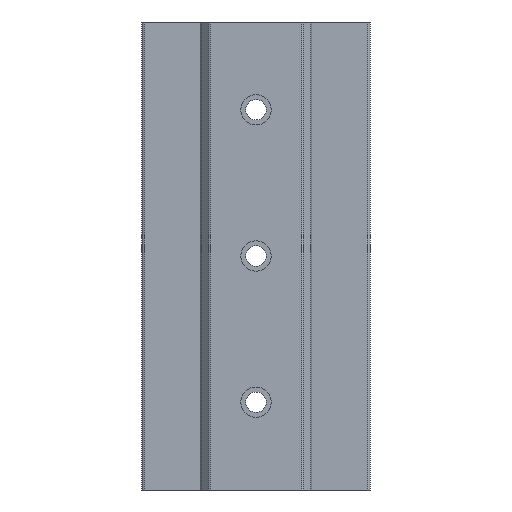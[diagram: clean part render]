
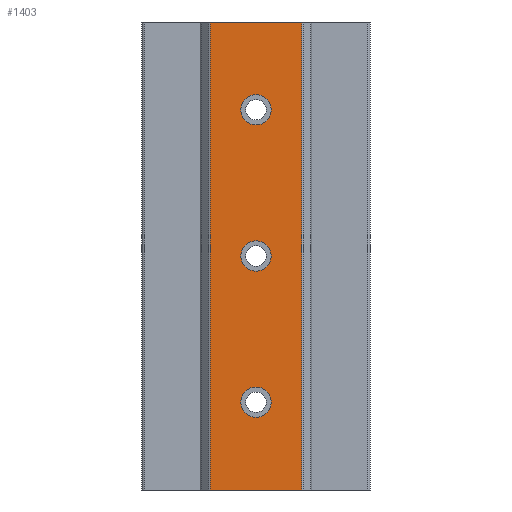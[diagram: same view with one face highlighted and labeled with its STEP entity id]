
A CAD part, front view. The second image highlights one B-rep face of the part: STEP entity #1403.
In plain terms, the highlighted planar face has unit normal (0, -1, 0).
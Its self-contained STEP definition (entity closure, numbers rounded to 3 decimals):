
#4 = EDGE_LOOP ( 'NONE', ( #444, #1419 ) ) ;
#38 = DIRECTION ( 'NONE',  ( 0., 1., 0. ) ) ;
#78 = VECTOR ( 'NONE', #334, 1000. ) ;
#85 = EDGE_CURVE ( 'NONE', #1678, #1519, #1383, .T. ) ;
#141 = CARTESIAN_POINT ( 'NONE',  ( 139.088, 77.367, 80. ) ) ;
#144 = EDGE_CURVE ( 'NONE', #809, #921, #633, .T. ) ;
#146 = DIRECTION ( 'NONE',  ( 0., 0., 1. ) ) ;
#150 = FACE_BOUND ( 'NONE', #990, .T. ) ;
#184 = ORIENTED_EDGE ( 'NONE', *, *, #85, .T. ) ;
#189 = EDGE_CURVE ( 'NONE', #1715, #320, #1477, .T. ) ;
#196 = FACE_BOUND ( 'NONE', #874, .T. ) ;
#290 = DIRECTION ( 'NONE',  ( 0., 1., 0. ) ) ;
#304 = CARTESIAN_POINT ( 'NONE',  ( 146.881, 77.367, 67.6 ) ) ;
#305 = CIRCLE ( 'NONE', #953, 2.6 ) ;
#309 = CIRCLE ( 'NONE', #1058, 2.6 ) ;
#320 = VERTEX_POINT ( 'NONE', #518 ) ;
#321 = CARTESIAN_POINT ( 'NONE',  ( 154.674, 77.367, 80. ) ) ;
#334 = DIRECTION ( 'NONE',  ( -1., 0., 0. ) ) ;
#344 = CARTESIAN_POINT ( 'NONE',  ( 146.881, 77.367, 12.4 ) ) ;
#359 = AXIS2_PLACEMENT_3D ( 'NONE', #1021, #38, #744 ) ;
#365 = CARTESIAN_POINT ( 'NONE',  ( 154.674, 77.367, 0. ) ) ;
#403 = CARTESIAN_POINT ( 'NONE',  ( 146.881, 77.367, 40. ) ) ;
#420 = AXIS2_PLACEMENT_3D ( 'NONE', #1191, #1065, #1718 ) ;
#434 = CARTESIAN_POINT ( 'NONE',  ( 146.881, 77.367, 65. ) ) ;
#435 = LINE ( 'NONE', #141, #1199 ) ;
#436 = CARTESIAN_POINT ( 'NONE',  ( 146.881, 77.367, 17.6 ) ) ;
#438 = EDGE_CURVE ( 'NONE', #320, #1384, #1537, .T. ) ;
#444 = ORIENTED_EDGE ( 'NONE', *, *, #144, .T. ) ;
#445 = VERTEX_POINT ( 'NONE', #1575 ) ;
#467 = EDGE_LOOP ( 'NONE', ( #1368, #1614, #1501, #1206 ) ) ;
#483 = DIRECTION ( 'NONE',  ( 0., 0., 1. ) ) ;
#487 = CARTESIAN_POINT ( 'NONE',  ( 146.881, 77.367, 15. ) ) ;
#491 = DIRECTION ( 'NONE',  ( -1., 0., 0. ) ) ;
#497 = CARTESIAN_POINT ( 'NONE',  ( 154.674, 77.367, 80. ) ) ;
#501 = LINE ( 'NONE', #895, #78 ) ;
#518 = CARTESIAN_POINT ( 'NONE',  ( 154.674, 77.367, 0. ) ) ;
#629 = EDGE_CURVE ( 'NONE', #921, #809, #305, .T. ) ;
#633 = CIRCLE ( 'NONE', #359, 2.6 ) ;
#639 = AXIS2_PLACEMENT_3D ( 'NONE', #403, #1366, #1629 ) ;
#655 = AXIS2_PLACEMENT_3D ( 'NONE', #841, #1255, #1378 ) ;
#735 = DIRECTION ( 'NONE',  ( 0., 0., -1. ) ) ;
#736 = CARTESIAN_POINT ( 'NONE',  ( 146.881, 77.367, 42.6 ) ) ;
#744 = DIRECTION ( 'NONE',  ( 0., 0., 1. ) ) ;
#789 = ORIENTED_EDGE ( 'NONE', *, *, #908, .T. ) ;
#809 = VERTEX_POINT ( 'NONE', #436 ) ;
#822 = CIRCLE ( 'NONE', #420, 2.6 ) ;
#841 = CARTESIAN_POINT ( 'NONE',  ( 146.881, 77.367, 80. ) ) ;
#842 = DIRECTION ( 'NONE',  ( 0., 0., -1. ) ) ;
#854 = CARTESIAN_POINT ( 'NONE',  ( 139.088, 77.367, 0. ) ) ;
#864 = EDGE_CURVE ( 'NONE', #1715, #1033, #501, .T. ) ;
#874 = EDGE_LOOP ( 'NONE', ( #1007, #789 ) ) ;
#895 = CARTESIAN_POINT ( 'NONE',  ( 154.674, 77.367, 80. ) ) ;
#908 = EDGE_CURVE ( 'NONE', #445, #1591, #822, .T. ) ;
#921 = VERTEX_POINT ( 'NONE', #344 ) ;
#922 = ORIENTED_EDGE ( 'NONE', *, *, #1689, .T. ) ;
#943 = AXIS2_PLACEMENT_3D ( 'NONE', #1556, #1171, #483 ) ;
#953 = AXIS2_PLACEMENT_3D ( 'NONE', #487, #1170, #1433 ) ;
#990 = EDGE_LOOP ( 'NONE', ( #922, #184 ) ) ;
#1007 = ORIENTED_EDGE ( 'NONE', *, *, #1425, .T. ) ;
#1021 = CARTESIAN_POINT ( 'NONE',  ( 146.881, 77.367, 15. ) ) ;
#1033 = VERTEX_POINT ( 'NONE', #1321 ) ;
#1058 = AXIS2_PLACEMENT_3D ( 'NONE', #434, #290, #146 ) ;
#1065 = DIRECTION ( 'NONE',  ( 0., 1., 0. ) ) ;
#1131 = FACE_OUTER_BOUND ( 'NONE', #467, .T. ) ;
#1170 = DIRECTION ( 'NONE',  ( 0., 1., 0. ) ) ;
#1171 = DIRECTION ( 'NONE',  ( 0., 1., 0. ) ) ;
#1191 = CARTESIAN_POINT ( 'NONE',  ( 146.881, 77.367, 65. ) ) ;
#1199 = VECTOR ( 'NONE', #842, 1000. ) ;
#1206 = ORIENTED_EDGE ( 'NONE', *, *, #1251, .T. ) ;
#1249 = PLANE ( 'NONE',  #655 ) ;
#1251 = EDGE_CURVE ( 'NONE', #1033, #1384, #435, .T. ) ;
#1255 = DIRECTION ( 'NONE',  ( 0., -1., 0. ) ) ;
#1321 = CARTESIAN_POINT ( 'NONE',  ( 139.088, 77.367, 80. ) ) ;
#1339 = FACE_BOUND ( 'NONE', #4, .T. ) ;
#1366 = DIRECTION ( 'NONE',  ( 0., 1., 0. ) ) ;
#1368 = ORIENTED_EDGE ( 'NONE', *, *, #438, .F. ) ;
#1378 = DIRECTION ( 'NONE',  ( 0., 0., -1. ) ) ;
#1383 = CIRCLE ( 'NONE', #639, 2.6 ) ;
#1384 = VERTEX_POINT ( 'NONE', #854 ) ;
#1403 = ADVANCED_FACE ( 'NONE', ( #1131, #150, #1339, #196 ), #1249, .T. ) ;
#1419 = ORIENTED_EDGE ( 'NONE', *, *, #629, .T. ) ;
#1425 = EDGE_CURVE ( 'NONE', #1591, #445, #309, .T. ) ;
#1433 = DIRECTION ( 'NONE',  ( 0., 0., 1. ) ) ;
#1473 = CIRCLE ( 'NONE', #943, 2.6 ) ;
#1477 = LINE ( 'NONE', #321, #1559 ) ;
#1493 = VECTOR ( 'NONE', #491, 1000. ) ;
#1501 = ORIENTED_EDGE ( 'NONE', *, *, #864, .T. ) ;
#1519 = VERTEX_POINT ( 'NONE', #736 ) ;
#1537 = LINE ( 'NONE', #365, #1493 ) ;
#1554 = CARTESIAN_POINT ( 'NONE',  ( 146.881, 77.367, 37.4 ) ) ;
#1556 = CARTESIAN_POINT ( 'NONE',  ( 146.881, 77.367, 40. ) ) ;
#1559 = VECTOR ( 'NONE', #735, 1000. ) ;
#1575 = CARTESIAN_POINT ( 'NONE',  ( 146.881, 77.367, 62.4 ) ) ;
#1591 = VERTEX_POINT ( 'NONE', #304 ) ;
#1614 = ORIENTED_EDGE ( 'NONE', *, *, #189, .F. ) ;
#1629 = DIRECTION ( 'NONE',  ( 0., 0., 1. ) ) ;
#1678 = VERTEX_POINT ( 'NONE', #1554 ) ;
#1689 = EDGE_CURVE ( 'NONE', #1519, #1678, #1473, .T. ) ;
#1715 = VERTEX_POINT ( 'NONE', #497 ) ;
#1718 = DIRECTION ( 'NONE',  ( 0., 0., 1. ) ) ;
